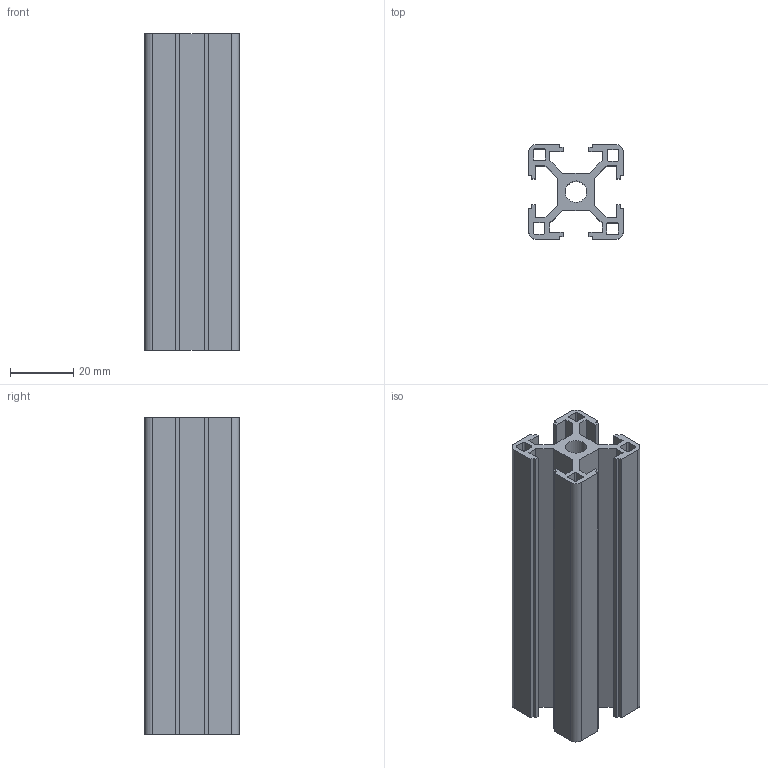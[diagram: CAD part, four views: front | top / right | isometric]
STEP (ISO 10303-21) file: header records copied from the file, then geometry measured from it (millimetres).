
FILE_DESCRIPTION(/* description */ (''),/* implementation_level */ '2;1');
FILE_NAME(/* name */ '3030 Extrusion.step',/* time_stamp */ '2022-11-07T15:07:39-08:00',/* author */ (''),/* organization */ (''),/* preprocessor_version */ 'ST-DEVELOPER v19.2',/* originating_system */ 'Autodesk Translation Framework v11.17.0.187',/* authorisation */ '');
FILE_SCHEMA (('AUTOMOTIVE_DESIGN { 1 0 10303 214 3 1 1 }'));
Length unit declared in the file: millimetre
Products named in the file (1): Extrusion Profiles
Bounding box: 30 x 30 x 100 mm (x, y, z)
Volume: 32414.7 mm3; surface area: 32134.9 mm2
Topology: 1 solids, 1 shells, 99 faces, 291 edges, 194 vertices
Faces by surface type: plane 78, cylinder 21
Full cylindrical faces by diameter (mm): 6.8 x1
Entity records: 3356 total; most frequent: CARTESIAN_POINT 585, ORIENTED_EDGE 582, DIRECTION 533, EDGE_CURVE 291, LINE 249, VECTOR 249, VERTEX_POINT 194, AXIS2_PLACEMENT_3D 142
